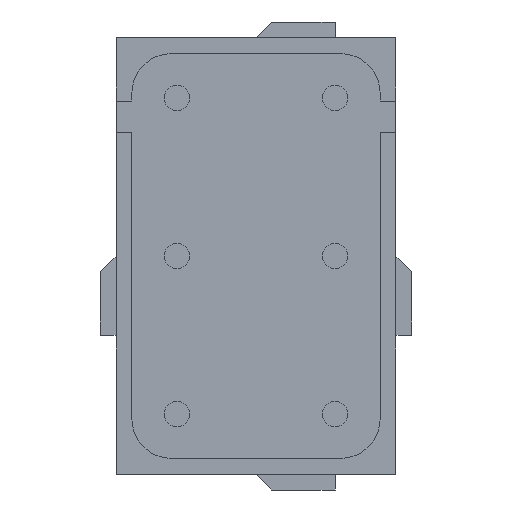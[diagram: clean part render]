
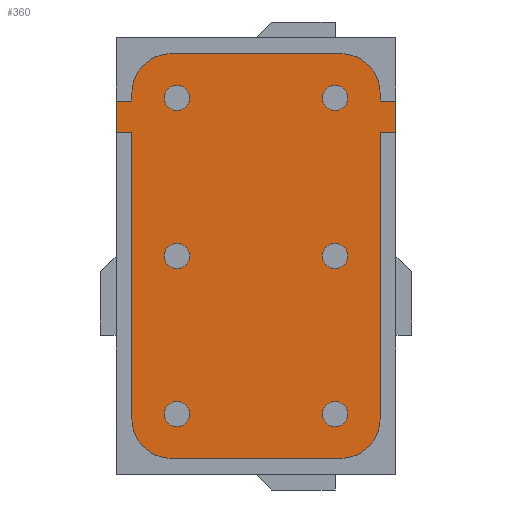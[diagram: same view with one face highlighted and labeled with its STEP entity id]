
A CAD part, front view. The second image highlights one B-rep face of the part: STEP entity #360.
In plain terms, the highlighted planar face has unit normal (0, -1, 0).
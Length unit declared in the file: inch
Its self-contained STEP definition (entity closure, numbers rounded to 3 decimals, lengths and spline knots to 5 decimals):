
#360 = ADVANCED_FACE( '', ( #706 ), #707, .F. );
#706 = FACE_OUTER_BOUND( '', #1050, .T. );
#707 = PLANE( '', #1051 );
#1050 = EDGE_LOOP( '', ( #1779, #1780, #1781, #1782, #1783, #1784, #1785, #1786, #1787, #1788, #1789, #1790, #1791, #1792, #1793, #1794 ) );
#1051 = AXIS2_PLACEMENT_3D( '', #1795, #1796, #1797 );
#1779 = ORIENTED_EDGE( '', *, *, #2258, .T. );
#1780 = ORIENTED_EDGE( '', *, *, #2333, .T. );
#1781 = ORIENTED_EDGE( '', *, *, #2118, .F. );
#1782 = ORIENTED_EDGE( '', *, *, #2229, .T. );
#1783 = ORIENTED_EDGE( '', *, *, #2044, .F. );
#1784 = ORIENTED_EDGE( '', *, *, #2335, .T. );
#1785 = ORIENTED_EDGE( '', *, *, #2336, .T. );
#1786 = ORIENTED_EDGE( '', *, *, #2193, .F. );
#1787 = ORIENTED_EDGE( '', *, *, #2163, .T. );
#1788 = ORIENTED_EDGE( '', *, *, #2203, .T. );
#1789 = ORIENTED_EDGE( '', *, *, #2337, .F. );
#1790 = ORIENTED_EDGE( '', *, *, #2278, .T. );
#1791 = ORIENTED_EDGE( '', *, *, #2330, .F. );
#1792 = ORIENTED_EDGE( '', *, *, #2049, .T. );
#1793 = ORIENTED_EDGE( '', *, *, #2249, .T. );
#1794 = ORIENTED_EDGE( '', *, *, #2293, .F. );
#1795 = CARTESIAN_POINT( '', ( 0., 0.01, 0. ) );
#1796 = DIRECTION( '', ( 0., 1., 0. ) );
#1797 = DIRECTION( '', ( 0., 0., 1. ) );
#2044 = EDGE_CURVE( '', #2393, #2395, #2396, .T. );
#2049 = EDGE_CURVE( '', #2404, #2402, #2405, .T. );
#2118 = EDGE_CURVE( '', #2524, #2526, #2527, .T. );
#2163 = EDGE_CURVE( '', #2600, #2598, #2601, .T. );
#2193 = EDGE_CURVE( '', #2600, #2649, #2650, .T. );
#2203 = EDGE_CURVE( '', #2598, #2664, #2666, .T. );
#2229 = EDGE_CURVE( '', #2524, #2395, #2702, .T. );
#2249 = EDGE_CURVE( '', #2402, #2730, #2732, .T. );
#2258 = EDGE_CURVE( '', #2744, #2742, #2745, .T. );
#2278 = EDGE_CURVE( '', #2770, #2768, #2771, .T. );
#2293 = EDGE_CURVE( '', #2744, #2730, #2792, .T. );
#2330 = EDGE_CURVE( '', #2404, #2768, #2837, .T. );
#2333 = EDGE_CURVE( '', #2742, #2526, #2840, .T. );
#2335 = EDGE_CURVE( '', #2393, #2842, #2843, .T. );
#2336 = EDGE_CURVE( '', #2842, #2649, #2844, .T. );
#2337 = EDGE_CURVE( '', #2770, #2664, #2845, .T. );
#2393 = VERTEX_POINT( '', #2903 );
#2395 = VERTEX_POINT( '', #2906 );
#2396 = CIRCLE( '', #2907, 0.025 );
#2402 = VERTEX_POINT( '', #2915 );
#2404 = VERTEX_POINT( '', #2918 );
#2405 = LINE( '', #2919, #2920 );
#2524 = VERTEX_POINT( '', #3086 );
#2526 = VERTEX_POINT( '', #3089 );
#2527 = CIRCLE( '', #3090, 0.025 );
#2598 = VERTEX_POINT( '', #3187 );
#2600 = VERTEX_POINT( '', #3190 );
#2601 = LINE( '', #3191, #3192 );
#2649 = VERTEX_POINT( '', #3258 );
#2650 = LINE( '', #3259, #3260 );
#2664 = VERTEX_POINT( '', #3281 );
#2666 = LINE( '', #3284, #3285 );
#2702 = LINE( '', #3336, #3337 );
#2730 = VERTEX_POINT( '', #3371 );
#2732 = LINE( '', #3374, #3375 );
#2742 = VERTEX_POINT( '', #3389 );
#2744 = VERTEX_POINT( '', #3392 );
#2745 = LINE( '', #3393, #3394 );
#2768 = VERTEX_POINT( '', #3428 );
#2770 = VERTEX_POINT( '', #3431 );
#2771 = LINE( '', #3432, #3433 );
#2792 = LINE( '', #3461, #3462 );
#2837 = CIRCLE( '', #3525, 0.025 );
#2840 = LINE( '', #3529, #3530 );
#2842 = VERTEX_POINT( '', #3532 );
#2843 = LINE( '', #3533, #3534 );
#2844 = LINE( '', #3535, #3536 );
#2845 = CIRCLE( '', #3537, 0.025 );
#2903 = CARTESIAN_POINT( '', ( 0.0785, 0.01, -0.103 ) );
#2906 = CARTESIAN_POINT( '', ( 0.0535, 0.01, -0.128 ) );
#2907 = AXIS2_PLACEMENT_3D( '', #3612, #3613, #3614 );
#2915 = CARTESIAN_POINT( '', ( -0.0785, 0.01, 0.098 ) );
#2918 = CARTESIAN_POINT( '', ( -0.0785, 0.01, 0.103 ) );
#2919 = CARTESIAN_POINT( '', ( -0.0785, 0.01, 0.103 ) );
#2920 = VECTOR( '', #3618, 39.37008 );
#3086 = CARTESIAN_POINT( '', ( -0.0535, 0.01, -0.128 ) );
#3089 = CARTESIAN_POINT( '', ( -0.0785, 0.01, -0.103 ) );
#3090 = AXIS2_PLACEMENT_3D( '', #3685, #3686, #3687 );
#3187 = CARTESIAN_POINT( '', ( 0.0785, 0.01, 0.098 ) );
#3190 = CARTESIAN_POINT( '', ( 0.0885, 0.01, 0.098 ) );
#3191 = CARTESIAN_POINT( '', ( 0.0885, 0.01, 0.098 ) );
#3192 = VECTOR( '', #3739, 39.37008 );
#3258 = CARTESIAN_POINT( '', ( 0.0885, 0.01, 0.078 ) );
#3259 = CARTESIAN_POINT( '', ( 0.0885, 0.01, 0.138 ) );
#3260 = VECTOR( '', #3767, 39.37008 );
#3281 = CARTESIAN_POINT( '', ( 0.0785, 0.01, 0.103 ) );
#3284 = CARTESIAN_POINT( '', ( 0.0785, 0.01, 0.098 ) );
#3285 = VECTOR( '', #3776, 39.37008 );
#3336 = CARTESIAN_POINT( '', ( -0.0535, 0.01, -0.128 ) );
#3337 = VECTOR( '', #3801, 39.37008 );
#3371 = CARTESIAN_POINT( '', ( -0.0885, 0.01, 0.098 ) );
#3374 = CARTESIAN_POINT( '', ( -0.0785, 0.01, 0.098 ) );
#3375 = VECTOR( '', #3830, 39.37008 );
#3389 = CARTESIAN_POINT( '', ( -0.0785, 0.01, 0.078 ) );
#3392 = CARTESIAN_POINT( '', ( -0.0885, 0.01, 0.078 ) );
#3393 = CARTESIAN_POINT( '', ( -0.0885, 0.01, 0.078 ) );
#3394 = VECTOR( '', #3836, 39.37008 );
#3428 = CARTESIAN_POINT( '', ( -0.0535, 0.01, 0.128 ) );
#3431 = CARTESIAN_POINT( '', ( 0.0535, 0.01, 0.128 ) );
#3432 = CARTESIAN_POINT( '', ( 0.0535, 0.01, 0.128 ) );
#3433 = VECTOR( '', #3852, 39.37008 );
#3461 = CARTESIAN_POINT( '', ( -0.0885, 0.01, -0.138 ) );
#3462 = VECTOR( '', #3866, 39.37008 );
#3525 = AXIS2_PLACEMENT_3D( '', #3897, #3898, #3899 );
#3529 = CARTESIAN_POINT( '', ( -0.0785, 0.01, 0.078 ) );
#3530 = VECTOR( '', #3901, 39.37008 );
#3532 = CARTESIAN_POINT( '', ( 0.0785, 0.01, 0.078 ) );
#3533 = CARTESIAN_POINT( '', ( 0.0785, 0.01, -0.103 ) );
#3534 = VECTOR( '', #3902, 39.37008 );
#3535 = CARTESIAN_POINT( '', ( 0.0785, 0.01, 0.078 ) );
#3536 = VECTOR( '', #3903, 39.37008 );
#3537 = AXIS2_PLACEMENT_3D( '', #3904, #3905, #3906 );
#3612 = CARTESIAN_POINT( '', ( 0.0535, 0.01, -0.103 ) );
#3613 = DIRECTION( '', ( 0., 1., 0. ) );
#3614 = DIRECTION( '', ( 1., 0., 0. ) );
#3618 = DIRECTION( '', ( 0., 0., -1. ) );
#3685 = CARTESIAN_POINT( '', ( -0.0535, 0.01, -0.103 ) );
#3686 = DIRECTION( '', ( 0., 1., 0. ) );
#3687 = DIRECTION( '', ( 1., 0., 0. ) );
#3739 = DIRECTION( '', ( -1., 0., 0. ) );
#3767 = DIRECTION( '', ( 0., 0., -1. ) );
#3776 = DIRECTION( '', ( 0., 0., 1. ) );
#3801 = DIRECTION( '', ( 1., 0., 0. ) );
#3830 = DIRECTION( '', ( -1., 0., 0. ) );
#3836 = DIRECTION( '', ( 1., 0., 0. ) );
#3852 = DIRECTION( '', ( -1., 0., 0. ) );
#3866 = DIRECTION( '', ( 0., 0., 1. ) );
#3897 = CARTESIAN_POINT( '', ( -0.0535, 0.01, 0.103 ) );
#3898 = DIRECTION( '', ( 0., 1., 0. ) );
#3899 = DIRECTION( '', ( 1., 0., 0. ) );
#3901 = DIRECTION( '', ( 0., 0., -1. ) );
#3902 = DIRECTION( '', ( 0., 0., 1. ) );
#3903 = DIRECTION( '', ( 1., 0., 0. ) );
#3904 = CARTESIAN_POINT( '', ( 0.0535, 0.01, 0.103 ) );
#3905 = DIRECTION( '', ( 0., 1., 0. ) );
#3906 = DIRECTION( '', ( 1., 0., 0. ) );
